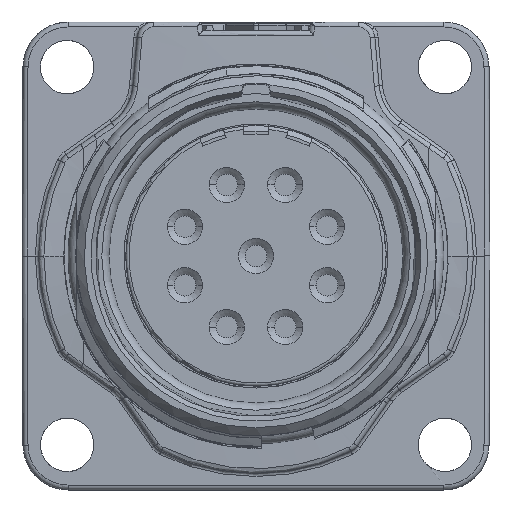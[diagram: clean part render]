
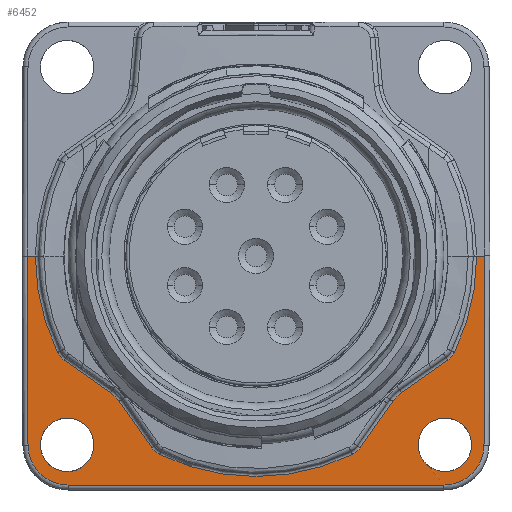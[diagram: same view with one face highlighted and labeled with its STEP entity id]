
A CAD part, front view. The second image highlights one B-rep face of the part: STEP entity #6452.
In plain terms, the highlighted planar face has unit normal (0, -1, -0.005).
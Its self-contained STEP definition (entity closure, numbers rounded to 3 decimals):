
#4242=ELLIPSE('',#16643,1.6,1.6);
#4243=ELLIPSE('',#16644,1.6,1.6);
#4343=FACE_BOUND('',#7908,.T.);
#4344=FACE_BOUND('',#7909,.T.);
#4345=FACE_BOUND('',#7910,.T.);
#4809=LINE('',#25394,#5321);
#4810=LINE('',#25396,#5322);
#4811=LINE('',#25400,#5323);
#4812=LINE('',#25404,#5324);
#4813=LINE('',#25406,#5325);
#4814=LINE('',#25412,#5326);
#4815=LINE('',#25416,#5327);
#4816=LINE('',#25424,#5328);
#4817=LINE('',#25428,#5329);
#5321=VECTOR('',#18510,1.);
#5322=VECTOR('',#18511,1.);
#5323=VECTOR('',#18514,1.);
#5324=VECTOR('',#18517,1.);
#5325=VECTOR('',#18518,1.);
#5326=VECTOR('',#18523,1.);
#5327=VECTOR('',#18526,1.);
#5328=VECTOR('',#18533,1.);
#5329=VECTOR('',#18536,1.);
#5934=PLANE('',#16645);
#6452=ADVANCED_FACE('',(#4343,#4344,#4345),#5934,.T.);
#7908=EDGE_LOOP('',(#10765,#10766,#10767,#10768,#10769,#10770,#10771,#10772,
#10773,#10774,#10775,#10776,#10777,#10778,#10779,#10780,#10781,#10782,#10783,
#10784));
#7909=EDGE_LOOP('',(#10785));
#7910=EDGE_LOOP('',(#10786));
#8382=CIRCLE('',#16632,1.204);
#8383=CIRCLE('',#16633,13.245);
#8384=CIRCLE('',#16634,2.4);
#8385=CIRCLE('',#16635,2.4);
#8386=CIRCLE('',#16636,13.245);
#8387=CIRCLE('',#16637,1.204);
#8388=CIRCLE('',#16638,2.1);
#8389=CIRCLE('',#16639,1.204);
#8390=CIRCLE('',#16640,13.304);
#8391=CIRCLE('',#16641,1.204);
#8392=CIRCLE('',#16642,2.1);
#10765=ORIENTED_EDGE('',*,*,#14424,.T.);
#10766=ORIENTED_EDGE('',*,*,#14425,.T.);
#10767=ORIENTED_EDGE('',*,*,#14426,.T.);
#10768=ORIENTED_EDGE('',*,*,#14427,.T.);
#10769=ORIENTED_EDGE('',*,*,#14428,.T.);
#10770=ORIENTED_EDGE('',*,*,#14429,.T.);
#10771=ORIENTED_EDGE('',*,*,#14430,.T.);
#10772=ORIENTED_EDGE('',*,*,#14431,.T.);
#10773=ORIENTED_EDGE('',*,*,#14432,.T.);
#10774=ORIENTED_EDGE('',*,*,#14433,.T.);
#10775=ORIENTED_EDGE('',*,*,#14434,.T.);
#10776=ORIENTED_EDGE('',*,*,#14435,.T.);
#10777=ORIENTED_EDGE('',*,*,#14436,.T.);
#10778=ORIENTED_EDGE('',*,*,#14437,.T.);
#10779=ORIENTED_EDGE('',*,*,#14438,.T.);
#10780=ORIENTED_EDGE('',*,*,#14439,.T.);
#10781=ORIENTED_EDGE('',*,*,#14440,.T.);
#10782=ORIENTED_EDGE('',*,*,#14441,.T.);
#10783=ORIENTED_EDGE('',*,*,#14442,.T.);
#10784=ORIENTED_EDGE('',*,*,#14443,.T.);
#10785=ORIENTED_EDGE('',*,*,#14444,.F.);
#10786=ORIENTED_EDGE('',*,*,#14445,.F.);
#12875=VERTEX_POINT('',#25390);
#12876=VERTEX_POINT('',#25391);
#12877=VERTEX_POINT('',#25393);
#12878=VERTEX_POINT('',#25395);
#12879=VERTEX_POINT('',#25397);
#12880=VERTEX_POINT('',#25399);
#12881=VERTEX_POINT('',#25401);
#12882=VERTEX_POINT('',#25403);
#12883=VERTEX_POINT('',#25405);
#12884=VERTEX_POINT('',#25407);
#12885=VERTEX_POINT('',#25409);
#12886=VERTEX_POINT('',#25411);
#12887=VERTEX_POINT('',#25413);
#12888=VERTEX_POINT('',#25415);
#12889=VERTEX_POINT('',#25417);
#12890=VERTEX_POINT('',#25419);
#12891=VERTEX_POINT('',#25421);
#12892=VERTEX_POINT('',#25423);
#12893=VERTEX_POINT('',#25425);
#12894=VERTEX_POINT('',#25427);
#12895=VERTEX_POINT('',#25430);
#12896=VERTEX_POINT('',#25432);
#14424=EDGE_CURVE('',#12875,#12876,#8382,.T.);
#14425=EDGE_CURVE('',#12876,#12877,#8383,.T.);
#14426=EDGE_CURVE('',#12877,#12878,#4809,.T.);
#14427=EDGE_CURVE('',#12878,#12879,#4810,.T.);
#14428=EDGE_CURVE('',#12879,#12880,#8384,.T.);
#14429=EDGE_CURVE('',#12880,#12881,#4811,.T.);
#14430=EDGE_CURVE('',#12881,#12882,#8385,.T.);
#14431=EDGE_CURVE('',#12882,#12883,#4812,.T.);
#14432=EDGE_CURVE('',#12883,#12884,#4813,.T.);
#14433=EDGE_CURVE('',#12884,#12885,#8386,.T.);
#14434=EDGE_CURVE('',#12885,#12886,#8387,.T.);
#14435=EDGE_CURVE('',#12886,#12887,#4814,.T.);
#14436=EDGE_CURVE('',#12887,#12888,#8388,.T.);
#14437=EDGE_CURVE('',#12888,#12889,#4815,.T.);
#14438=EDGE_CURVE('',#12889,#12890,#8389,.T.);
#14439=EDGE_CURVE('',#12890,#12891,#8390,.T.);
#14440=EDGE_CURVE('',#12891,#12892,#8391,.T.);
#14441=EDGE_CURVE('',#12892,#12893,#4816,.T.);
#14442=EDGE_CURVE('',#12893,#12894,#8392,.T.);
#14443=EDGE_CURVE('',#12894,#12875,#4817,.T.);
#14444=EDGE_CURVE('',#12895,#12895,#4242,.T.);
#14445=EDGE_CURVE('',#12896,#12896,#4243,.T.);
#16632=AXIS2_PLACEMENT_3D('',#25389,#18506,#18507);
#16633=AXIS2_PLACEMENT_3D('',#25392,#18508,#18509);
#16634=AXIS2_PLACEMENT_3D('',#25398,#18512,#18513);
#16635=AXIS2_PLACEMENT_3D('',#25402,#18515,#18516);
#16636=AXIS2_PLACEMENT_3D('',#25408,#18519,#18520);
#16637=AXIS2_PLACEMENT_3D('',#25410,#18521,#18522);
#16638=AXIS2_PLACEMENT_3D('',#25414,#18524,#18525);
#16639=AXIS2_PLACEMENT_3D('',#25418,#18527,#18528);
#16640=AXIS2_PLACEMENT_3D('',#25420,#18529,#18530);
#16641=AXIS2_PLACEMENT_3D('',#25422,#18531,#18532);
#16642=AXIS2_PLACEMENT_3D('',#25426,#18534,#18535);
#16643=AXIS2_PLACEMENT_3D('',#25429,#18537,#18538);
#16644=AXIS2_PLACEMENT_3D('',#25431,#18539,#18540);
#16645=AXIS2_PLACEMENT_3D('',#25433,#18541,#18542);
#18506=DIRECTION('',(0.,1.,0.005));
#18507=DIRECTION('',(0.,-0.005,1.));
#18508=DIRECTION('',(0.,1.,0.005));
#18509=DIRECTION('',(0.,-0.005,1.));
#18510=DIRECTION('',(-1.,0.,0.));
#18511=DIRECTION('',(0.005,0.005,-1.));
#18512=DIRECTION('',(0.,-1.,-0.005));
#18513=DIRECTION('',(0.,-0.005,1.));
#18514=DIRECTION('',(1.,0.,0.));
#18515=DIRECTION('',(0.,-1.,-0.005));
#18516=DIRECTION('',(0.,-0.005,1.));
#18517=DIRECTION('',(0.005,-0.005,1.));
#18518=DIRECTION('',(-1.,0.,0.));
#18519=DIRECTION('',(0.,1.,0.005));
#18520=DIRECTION('',(0.,-0.005,1.));
#18521=DIRECTION('',(0.,1.,0.005));
#18522=DIRECTION('',(0.,-0.005,1.));
#18523=DIRECTION('',(-0.819,0.003,-0.574));
#18524=DIRECTION('',(0.,-1.,-0.005));
#18525=DIRECTION('',(0.,-0.005,1.));
#18526=DIRECTION('',(-0.574,0.004,-0.819));
#18527=DIRECTION('',(0.,1.,0.005));
#18528=DIRECTION('',(0.,-0.005,1.));
#18529=DIRECTION('',(0.,1.,0.005));
#18530=DIRECTION('',(0.,-0.005,1.));
#18531=DIRECTION('',(0.,1.,0.005));
#18532=DIRECTION('',(0.,-0.005,1.));
#18533=DIRECTION('',(-0.574,-0.004,0.819));
#18534=DIRECTION('',(0.,-1.,-0.005));
#18535=DIRECTION('',(0.,-0.005,1.));
#18536=DIRECTION('',(-0.819,-0.003,0.574));
#18537=DIRECTION('',(0.,-1.,-0.005));
#18538=DIRECTION('',(0.,-0.005,1.));
#18539=DIRECTION('',(0.,-1.,-0.005));
#18540=DIRECTION('',(0.,-0.005,1.));
#18541=DIRECTION('',(0.,-1.,-0.005));
#18542=DIRECTION('',(0.,0.005,-1.));
#25389=CARTESIAN_POINT('',(-10.789,8.427,-5.243));
#25390=CARTESIAN_POINT('',(-11.48,8.433,-6.229));
#25391=CARTESIAN_POINT('',(-11.871,8.43,-5.77));
#25392=CARTESIAN_POINT('',(0.045,8.4,0.011));
#25393=CARTESIAN_POINT('',(-13.2,8.4,0.));
#25394=CARTESIAN_POINT('',(0.,8.4,0.));
#25395=CARTESIAN_POINT('',(-13.7,8.4,0.));
#25396=CARTESIAN_POINT('',(-13.641,8.459,-11.313));
#25397=CARTESIAN_POINT('',(-13.641,8.459,-11.314));
#25398=CARTESIAN_POINT('',(-11.241,8.459,-11.302));
#25399=CARTESIAN_POINT('',(-11.241,8.472,-13.702));
#25400=CARTESIAN_POINT('',(11.241,8.472,-13.702));
#25401=CARTESIAN_POINT('',(11.241,8.472,-13.702));
#25402=CARTESIAN_POINT('',(11.241,8.459,-11.302));
#25403=CARTESIAN_POINT('',(13.641,8.459,-11.314));
#25404=CARTESIAN_POINT('',(13.7,8.4,0.002));
#25405=CARTESIAN_POINT('',(13.7,8.4,0.));
#25406=CARTESIAN_POINT('',(0.,8.4,0.));
#25407=CARTESIAN_POINT('',(13.2,8.4,0.));
#25408=CARTESIAN_POINT('',(-0.045,8.4,0.011));
#25409=CARTESIAN_POINT('',(11.871,8.43,-5.77));
#25410=CARTESIAN_POINT('',(10.789,8.427,-5.243));
#25411=CARTESIAN_POINT('',(11.48,8.433,-6.229));
#25412=CARTESIAN_POINT('',(6.704,8.45,-9.573));
#25413=CARTESIAN_POINT('',(8.695,8.443,-8.179));
#25414=CARTESIAN_POINT('',(9.9,8.452,-9.899));
#25415=CARTESIAN_POINT('',(8.18,8.446,-8.694));
#25416=CARTESIAN_POINT('',(9.574,8.435,-6.704));
#25417=CARTESIAN_POINT('',(6.228,8.46,-11.481));
#25418=CARTESIAN_POINT('',(5.242,8.457,-10.791));
#25419=CARTESIAN_POINT('',(5.772,8.462,-11.872));
#25420=CARTESIAN_POINT('',(0.,8.399,0.115));
#25421=CARTESIAN_POINT('',(-5.772,8.462,-11.872));
#25422=CARTESIAN_POINT('',(-5.242,8.457,-10.791));
#25423=CARTESIAN_POINT('',(-6.228,8.46,-11.482));
#25424=CARTESIAN_POINT('',(-9.574,8.435,-6.704));
#25425=CARTESIAN_POINT('',(-8.18,8.446,-8.694));
#25426=CARTESIAN_POINT('',(-9.9,8.452,-9.899));
#25427=CARTESIAN_POINT('',(-8.695,8.443,-8.179));
#25428=CARTESIAN_POINT('',(-6.704,8.45,-9.573));
#25429=CARTESIAN_POINT('',(11.3,8.459,-11.3));
#25430=CARTESIAN_POINT('',(11.3,8.451,-9.7));
#25431=CARTESIAN_POINT('',(-11.3,8.459,-11.3));
#25432=CARTESIAN_POINT('',(-11.3,8.451,-9.7));
#25433=CARTESIAN_POINT('',(0.,8.4,0.));
